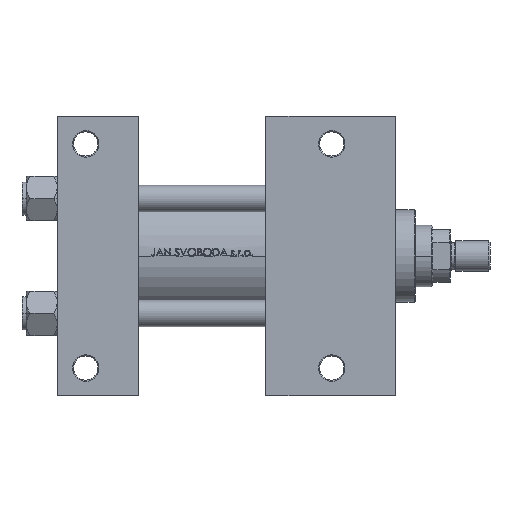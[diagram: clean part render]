
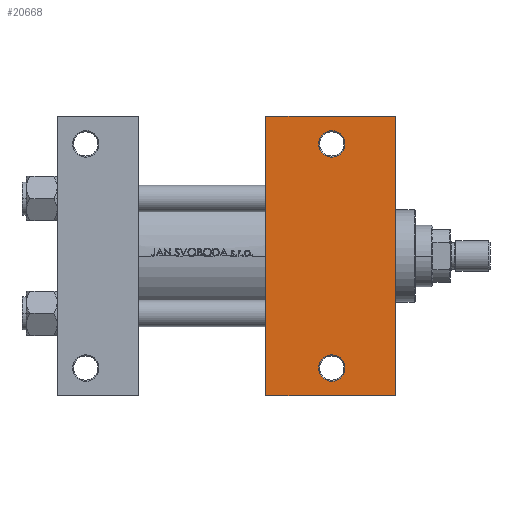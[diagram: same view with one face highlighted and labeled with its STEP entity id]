
A CAD part, front view. The second image highlights one B-rep face of the part: STEP entity #20668.
In plain terms, the highlighted face is planar.
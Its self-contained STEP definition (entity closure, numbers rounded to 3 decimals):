
#247 = DIRECTION ( 'NONE',  ( -1., 0., 0. ) ) ;
#343 = FACE_BOUND ( 'NONE', #35256, .T. ) ;
#1767 = VERTEX_POINT ( 'NONE', #5709 ) ;
#2612 = EDGE_CURVE ( 'NONE', #18044, #28144, #47507, .T. ) ;
#3386 = DIRECTION ( 'NONE',  ( -1., 0., 0. ) ) ;
#3399 = CARTESIAN_POINT ( 'NONE',  ( 95., -63.5, -37.5 ) ) ;
#4115 = CARTESIAN_POINT ( 'NONE',  ( 125., -51., -37.5 ) ) ;
#4640 = ORIENTED_EDGE ( 'NONE', *, *, #19856, .T. ) ;
#4773 = CARTESIAN_POINT ( 'NONE',  ( 130.999, -51., -37.5 ) ) ;
#5709 = CARTESIAN_POINT ( 'NONE',  ( 154., -63.5, -37.5 ) ) ;
#7218 = ORIENTED_EDGE ( 'NONE', *, *, #48108, .T. ) ;
#7906 = DIRECTION ( 'NONE',  ( 0., -1., 0. ) ) ;
#8041 = DIRECTION ( 'NONE',  ( 0., -1., 0. ) ) ;
#8777 = EDGE_CURVE ( 'NONE', #1767, #27281, #49713, .T. ) ;
#9717 = EDGE_CURVE ( 'NONE', #19906, #27281, #37911, .T. ) ;
#9966 = ORIENTED_EDGE ( 'NONE', *, *, #29135, .T. ) ;
#10969 = FACE_OUTER_BOUND ( 'NONE', #41568, .T. ) ;
#11084 = ORIENTED_EDGE ( 'NONE', *, *, #2612, .T. ) ;
#11336 = CARTESIAN_POINT ( 'NONE',  ( 95., 37.5, -37.5 ) ) ;
#13162 = VERTEX_POINT ( 'NONE', #33425 ) ;
#14568 = DIRECTION ( 'NONE',  ( 0., 0., 1. ) ) ;
#15064 = DIRECTION ( 'NONE',  ( -1., 0., 0. ) ) ;
#16006 = AXIS2_PLACEMENT_3D ( 'NONE', #38703, #49348, #247 ) ;
#18044 = VERTEX_POINT ( 'NONE', #38498 ) ;
#19039 = DIRECTION ( 'NONE',  ( 0., 0., 1. ) ) ;
#19564 = CARTESIAN_POINT ( 'NONE',  ( 125., -51., -37.5 ) ) ;
#19676 = VERTEX_POINT ( 'NONE', #29886 ) ;
#19856 = EDGE_CURVE ( 'NONE', #19906, #19676, #22486, .T. ) ;
#19906 = VERTEX_POINT ( 'NONE', #34380 ) ;
#20332 = CIRCLE ( 'NONE', #25980, 5.999 ) ;
#20668 = ADVANCED_FACE ( 'NONE', ( #35006, #343, #10969 ), #31201, .T. ) ;
#22482 = AXIS2_PLACEMENT_3D ( 'NONE', #42095, #38049, #3386 ) ;
#22486 = LINE ( 'NONE', #49563, #28906 ) ;
#24187 = ORIENTED_EDGE ( 'NONE', *, *, #8777, .T. ) ;
#25200 = CARTESIAN_POINT ( 'NONE',  ( 95., -63.5, -37.5 ) ) ;
#25980 = AXIS2_PLACEMENT_3D ( 'NONE', #19564, #32198, #35505 ) ;
#27281 = VERTEX_POINT ( 'NONE', #25200 ) ;
#27619 = LINE ( 'NONE', #43053, #29775 ) ;
#27698 = CARTESIAN_POINT ( 'NONE',  ( 119., 51., -37.5 ) ) ;
#28024 = CIRCLE ( 'NONE', #32910, 6. ) ;
#28144 = VERTEX_POINT ( 'NONE', #27698 ) ;
#28453 = EDGE_LOOP ( 'NONE', ( #48951, #11084 ) ) ;
#28906 = VECTOR ( 'NONE', #33887, 1000. ) ;
#29135 = EDGE_CURVE ( 'NONE', #13162, #35702, #20332, .T. ) ;
#29775 = VECTOR ( 'NONE', #7906, 1000. ) ;
#29886 = CARTESIAN_POINT ( 'NONE',  ( 154., 63.5, -37.5 ) ) ;
#29999 = CARTESIAN_POINT ( 'NONE',  ( 125., 51., -37.5 ) ) ;
#30689 = DIRECTION ( 'NONE',  ( -1., 0., 0. ) ) ;
#31201 = PLANE ( 'NONE',  #22482 ) ;
#32198 = DIRECTION ( 'NONE',  ( 0., 0., 1. ) ) ;
#32910 = AXIS2_PLACEMENT_3D ( 'NONE', #29999, #14568, #15064 ) ;
#33425 = CARTESIAN_POINT ( 'NONE',  ( 119.001, -51., -37.5 ) ) ;
#33887 = DIRECTION ( 'NONE',  ( 1., 0., 0. ) ) ;
#34380 = CARTESIAN_POINT ( 'NONE',  ( 95., 63.5, -37.5 ) ) ;
#35006 = FACE_BOUND ( 'NONE', #28453, .T. ) ;
#35256 = EDGE_LOOP ( 'NONE', ( #9966, #45417 ) ) ;
#35505 = DIRECTION ( 'NONE',  ( -1., 0., 0. ) ) ;
#35702 = VERTEX_POINT ( 'NONE', #4773 ) ;
#35956 = VECTOR ( 'NONE', #47318, 1000. ) ;
#37911 = LINE ( 'NONE', #11336, #47287 ) ;
#38049 = DIRECTION ( 'NONE',  ( 0., 0., -1. ) ) ;
#38498 = CARTESIAN_POINT ( 'NONE',  ( 130.999, 51., -37.5 ) ) ;
#38703 = CARTESIAN_POINT ( 'NONE',  ( 125., 51., -37.5 ) ) ;
#38921 = EDGE_CURVE ( 'NONE', #35702, #13162, #42384, .T. ) ;
#41568 = EDGE_LOOP ( 'NONE', ( #46010, #4640, #7218, #24187 ) ) ;
#42095 = CARTESIAN_POINT ( 'NONE',  ( 154., 37.5, -37.5 ) ) ;
#42384 = CIRCLE ( 'NONE', #48845, 5.999 ) ;
#43053 = CARTESIAN_POINT ( 'NONE',  ( 154., 37.5, -37.5 ) ) ;
#44945 = EDGE_CURVE ( 'NONE', #28144, #18044, #28024, .T. ) ;
#45417 = ORIENTED_EDGE ( 'NONE', *, *, #38921, .T. ) ;
#46010 = ORIENTED_EDGE ( 'NONE', *, *, #9717, .F. ) ;
#47287 = VECTOR ( 'NONE', #8041, 1000. ) ;
#47318 = DIRECTION ( 'NONE',  ( -1., 0., 0. ) ) ;
#47507 = CIRCLE ( 'NONE', #16006, 6. ) ;
#48108 = EDGE_CURVE ( 'NONE', #19676, #1767, #27619, .T. ) ;
#48845 = AXIS2_PLACEMENT_3D ( 'NONE', #4115, #19039, #30689 ) ;
#48951 = ORIENTED_EDGE ( 'NONE', *, *, #44945, .T. ) ;
#49348 = DIRECTION ( 'NONE',  ( 0., 0., 1. ) ) ;
#49563 = CARTESIAN_POINT ( 'NONE',  ( 95., 63.5, -37.5 ) ) ;
#49713 = LINE ( 'NONE', #3399, #35956 ) ;
